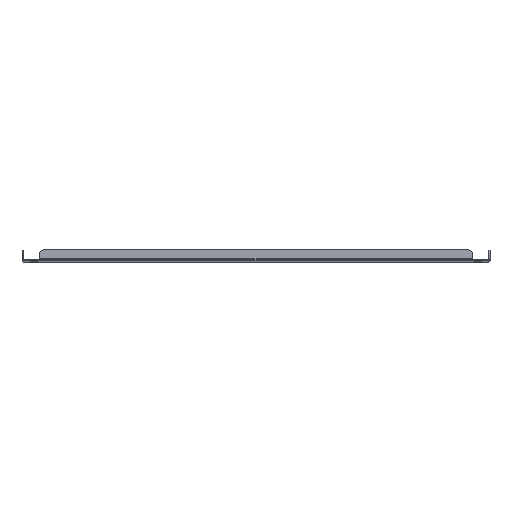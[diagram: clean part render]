
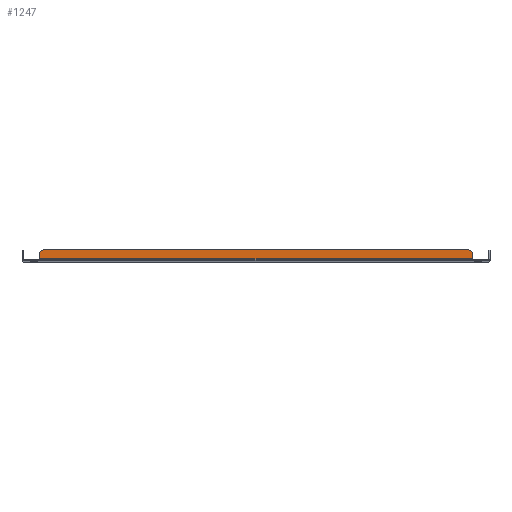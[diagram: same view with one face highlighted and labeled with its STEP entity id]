
A CAD part, top view. The second image highlights one B-rep face of the part: STEP entity #1247.
In plain terms, the highlighted planar face has unit normal (0, 0, 1).
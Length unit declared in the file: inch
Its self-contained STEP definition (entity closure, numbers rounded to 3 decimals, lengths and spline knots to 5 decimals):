
#69 = DIRECTION ( 'NONE',  ( -1., 0., 0. ) ) ;
#137 = LINE ( 'NONE', #1323, #1419 ) ;
#193 = EDGE_CURVE ( 'NONE', #1484, #637, #1501, .T. ) ;
#212 = EDGE_CURVE ( 'NONE', #1112, #421, #1694, .T. ) ;
#285 = AXIS2_PLACEMENT_3D ( 'NONE', #1437, #1972, #1115 ) ;
#298 = CARTESIAN_POINT ( 'NONE',  ( 16.375, 0.75, 28.5 ) ) ;
#312 = DIRECTION ( 'NONE',  ( 0., 0., -1. ) ) ;
#421 = VERTEX_POINT ( 'NONE', #1460 ) ;
#608 = DIRECTION ( 'NONE',  ( 1., 0., 0. ) ) ;
#637 = VERTEX_POINT ( 'NONE', #1852 ) ;
#643 = AXIS2_PLACEMENT_3D ( 'NONE', #1385, #2094, #69 ) ;
#700 = VECTOR ( 'NONE', #1321, 39.37008 ) ;
#707 = VERTEX_POINT ( 'NONE', #999 ) ;
#733 = LINE ( 'NONE', #298, #1315 ) ;
#809 = FACE_OUTER_BOUND ( 'NONE', #1285, .T. ) ;
#829 = CARTESIAN_POINT ( 'NONE',  ( 15.24842, 0.125, 28.5 ) ) ;
#854 = CARTESIAN_POINT ( 'NONE',  ( 15.24842, 0.125, 28.5 ) ) ;
#935 = CARTESIAN_POINT ( 'NONE',  ( -15.24842, 0.5, 28.5 ) ) ;
#999 = CARTESIAN_POINT ( 'NONE',  ( 15.24842, 0.5, 28.5 ) ) ;
#1083 = ORIENTED_EDGE ( 'NONE', *, *, #212, .F. ) ;
#1103 = LINE ( 'NONE', #829, #700 ) ;
#1112 = VERTEX_POINT ( 'NONE', #935 ) ;
#1115 = DIRECTION ( 'NONE',  ( -1., 0., 0. ) ) ;
#1154 = DIRECTION ( 'NONE',  ( 0., 1., 0. ) ) ;
#1235 = EDGE_CURVE ( 'NONE', #1484, #707, #1103, .T. ) ;
#1247 = ADVANCED_FACE ( 'NONE', ( #809 ), #2001, .F. ) ;
#1285 = EDGE_LOOP ( 'NONE', ( #1083, #1508, #1469, #1680, #1290, #1458 ) ) ;
#1290 = ORIENTED_EDGE ( 'NONE', *, *, #2121, .F. ) ;
#1315 = VECTOR ( 'NONE', #608, 39.37008 ) ;
#1321 = DIRECTION ( 'NONE',  ( 0., 1., 0. ) ) ;
#1323 = CARTESIAN_POINT ( 'NONE',  ( -15.24842, 0.125, 28.5 ) ) ;
#1385 = CARTESIAN_POINT ( 'NONE',  ( 14.99842, 0.5, 28.5 ) ) ;
#1419 = VECTOR ( 'NONE', #1868, 39.37008 ) ;
#1431 = CARTESIAN_POINT ( 'NONE',  ( 15.24842, 0.125, 28.5 ) ) ;
#1437 = CARTESIAN_POINT ( 'NONE',  ( -14.99842, 0.5, 28.5 ) ) ;
#1458 = ORIENTED_EDGE ( 'NONE', *, *, #1898, .F. ) ;
#1460 = CARTESIAN_POINT ( 'NONE',  ( -14.99842, 0.75, 28.5 ) ) ;
#1469 = ORIENTED_EDGE ( 'NONE', *, *, #193, .F. ) ;
#1484 = VERTEX_POINT ( 'NONE', #854 ) ;
#1501 = LINE ( 'NONE', #1431, #1901 ) ;
#1508 = ORIENTED_EDGE ( 'NONE', *, *, #2127, .T. ) ;
#1523 = AXIS2_PLACEMENT_3D ( 'NONE', #1655, #312, #1154 ) ;
#1630 = CIRCLE ( 'NONE', #643, 0.25 ) ;
#1655 = CARTESIAN_POINT ( 'NONE',  ( 16.375, 0.09379, 28.5 ) ) ;
#1680 = ORIENTED_EDGE ( 'NONE', *, *, #1235, .T. ) ;
#1694 = CIRCLE ( 'NONE', #285, 0.25 ) ;
#1787 = CARTESIAN_POINT ( 'NONE',  ( 14.99842, 0.75, 28.5 ) ) ;
#1852 = CARTESIAN_POINT ( 'NONE',  ( -15.24842, 0.125, 28.5 ) ) ;
#1859 = VERTEX_POINT ( 'NONE', #1787 ) ;
#1868 = DIRECTION ( 'NONE',  ( 0., -1., 0. ) ) ;
#1898 = EDGE_CURVE ( 'NONE', #421, #1859, #733, .T. ) ;
#1901 = VECTOR ( 'NONE', #2091, 39.37008 ) ;
#1972 = DIRECTION ( 'NONE',  ( 0., 0., -1. ) ) ;
#2001 = PLANE ( 'NONE',  #1523 ) ;
#2091 = DIRECTION ( 'NONE',  ( -1., 0., 0. ) ) ;
#2094 = DIRECTION ( 'NONE',  ( 0., 0., -1. ) ) ;
#2121 = EDGE_CURVE ( 'NONE', #1859, #707, #1630, .T. ) ;
#2127 = EDGE_CURVE ( 'NONE', #1112, #637, #137, .T. ) ;
